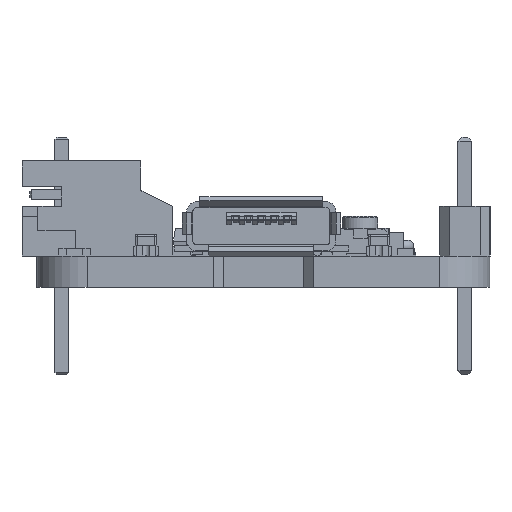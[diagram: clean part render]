
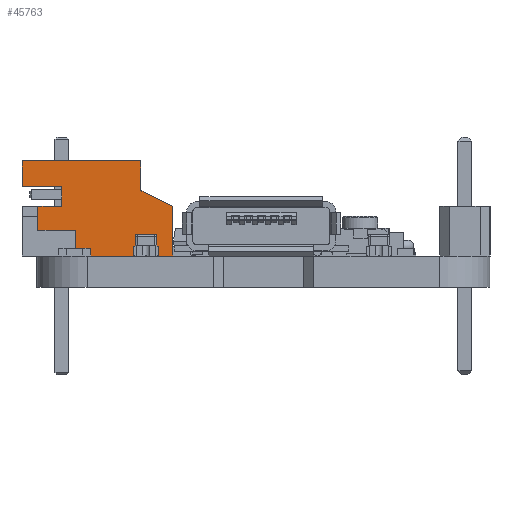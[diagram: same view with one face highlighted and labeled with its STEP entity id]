
A CAD part, left-side view. The second image highlights one B-rep face of the part: STEP entity #45763.
In plain terms, the highlighted planar face has unit normal (-1, 0, 0).
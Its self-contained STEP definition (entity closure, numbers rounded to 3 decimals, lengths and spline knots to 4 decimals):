
#1346=PLANE('',#48859);
#3619=FACE_OUTER_BOUND('',#6349,.T.);
#6349=EDGE_LOOP('',(#35192,#35193,#35194,#35195,#35196,#35197,#35198,#35199,
#35200,#35201,#35202,#35203));
#9739=LINE('',#67204,#15468);
#9760=LINE('',#67247,#15489);
#9841=LINE('',#67404,#15570);
#9843=LINE('',#67408,#15572);
#9845=LINE('',#67412,#15574);
#9846=LINE('',#67415,#15575);
#9849=LINE('',#67420,#15578);
#9850=LINE('',#67422,#15579);
#9852=LINE('',#67427,#15581);
#9854=LINE('',#67430,#15583);
#9883=LINE('',#67486,#15612);
#9885=LINE('',#67489,#15614);
#15468=VECTOR('',#54970,1.5);
#15489=VECTOR('',#54997,1.2);
#15570=VECTOR('',#55138,1.2);
#15572=VECTOR('',#55142,1.9);
#15574=VECTOR('',#55146,1.3);
#15575=VECTOR('',#55149,4.9);
#15578=VECTOR('',#55154,2.5);
#15579=VECTOR('',#55157,1.7889);
#15581=VECTOR('',#55161,2.);
#15583=VECTOR('',#55165,1.);
#15612=VECTOR('',#55216,1.3);
#15614=VECTOR('',#55220,6.);
#21457=VERTEX_POINT('',#67201);
#21458=VERTEX_POINT('',#67203);
#21476=VERTEX_POINT('',#67245);
#21477=VERTEX_POINT('',#67246);
#21523=VERTEX_POINT('',#67402);
#21524=VERTEX_POINT('',#67406);
#21525=VERTEX_POINT('',#67410);
#21526=VERTEX_POINT('',#67414);
#21527=VERTEX_POINT('',#67418);
#21528=VERTEX_POINT('',#67424);
#21529=VERTEX_POINT('',#67426);
#21545=VERTEX_POINT('',#67485);
#26360=EDGE_CURVE('',#21457,#21458,#9739,.F.);
#26381=EDGE_CURVE('',#21476,#21477,#9760,.F.);
#26462=EDGE_CURVE('',#21477,#21523,#9841,.F.);
#26464=EDGE_CURVE('',#21523,#21524,#9843,.T.);
#26466=EDGE_CURVE('',#21524,#21525,#9845,.F.);
#26467=EDGE_CURVE('',#21525,#21526,#9846,.T.);
#26470=EDGE_CURVE('',#21526,#21527,#9849,.T.);
#26471=EDGE_CURVE('',#21527,#21458,#9850,.T.);
#26473=EDGE_CURVE('',#21529,#21528,#9852,.T.);
#26475=EDGE_CURVE('',#21528,#21476,#9854,.F.);
#26504=EDGE_CURVE('',#21545,#21529,#9883,.F.);
#26506=EDGE_CURVE('',#21545,#21457,#9885,.F.);
#35192=ORIENTED_EDGE('',*,*,#26473,.T.);
#35193=ORIENTED_EDGE('',*,*,#26475,.T.);
#35194=ORIENTED_EDGE('',*,*,#26381,.T.);
#35195=ORIENTED_EDGE('',*,*,#26462,.T.);
#35196=ORIENTED_EDGE('',*,*,#26464,.T.);
#35197=ORIENTED_EDGE('',*,*,#26466,.T.);
#35198=ORIENTED_EDGE('',*,*,#26467,.T.);
#35199=ORIENTED_EDGE('',*,*,#26470,.T.);
#35200=ORIENTED_EDGE('',*,*,#26471,.T.);
#35201=ORIENTED_EDGE('',*,*,#26360,.F.);
#35202=ORIENTED_EDGE('',*,*,#26506,.F.);
#35203=ORIENTED_EDGE('',*,*,#26504,.T.);
#45763=ADVANCED_FACE('',(#3619),#1346,.T.);
#48859=AXIS2_PLACEMENT_3D('',#67488,#55218,#55219);
#54970=DIRECTION('',(0.,0.,1.));
#54997=DIRECTION('',(0.,-1.,0.));
#55138=DIRECTION('',(0.,0.,1.));
#55142=DIRECTION('',(0.,-1.,0.));
#55146=DIRECTION('',(0.,0.,1.));
#55149=DIRECTION('',(0.,-1.,0.));
#55154=DIRECTION('',(0.,0.,1.));
#55157=DIRECTION('',(0.,0.894,0.447));
#55161=DIRECTION('',(0.,-1.,0.));
#55165=DIRECTION('',(0.,0.,1.));
#55216=DIRECTION('',(0.,0.,1.));
#55218=DIRECTION('center_axis',(-1.,0.,0.));
#55219=DIRECTION('ref_axis',(0.,-1.,0.));
#55220=DIRECTION('',(0.,1.,0.));
#67201=CARTESIAN_POINT('',(-3.95,-1.7,4.8));
#67203=CARTESIAN_POINT('',(-3.95,-1.7,3.3));
#67204=CARTESIAN_POINT('',(-3.95,-1.7,3.3));
#67245=CARTESIAN_POINT('',(-3.95,2.3,2.5));
#67246=CARTESIAN_POINT('',(-3.95,3.5,2.5));
#67247=CARTESIAN_POINT('',(-3.95,3.5,2.5));
#67402=CARTESIAN_POINT('',(-3.95,3.5,1.3));
#67404=CARTESIAN_POINT('',(-3.95,3.5,1.3));
#67406=CARTESIAN_POINT('',(-3.95,1.6,1.3));
#67408=CARTESIAN_POINT('',(-3.95,3.5,1.3));
#67410=CARTESIAN_POINT('',(-3.95,1.6,0.));
#67412=CARTESIAN_POINT('',(-3.95,1.6,0.));
#67414=CARTESIAN_POINT('',(-3.95,-3.3,0.));
#67415=CARTESIAN_POINT('',(-3.95,1.6,0.));
#67418=CARTESIAN_POINT('',(-3.95,-3.3,2.5));
#67420=CARTESIAN_POINT('',(-3.95,-3.3,0.));
#67422=CARTESIAN_POINT('',(-3.95,-3.3,2.5));
#67424=CARTESIAN_POINT('',(-3.95,2.3,3.5));
#67426=CARTESIAN_POINT('',(-3.95,4.3,3.5));
#67427=CARTESIAN_POINT('',(-3.95,4.3,3.5));
#67430=CARTESIAN_POINT('',(-3.95,2.3,2.5));
#67485=CARTESIAN_POINT('',(-3.95,4.3,4.8));
#67486=CARTESIAN_POINT('',(-3.95,4.3,3.5));
#67488=CARTESIAN_POINT('Origin',(-3.95,1.3,2.4));
#67489=CARTESIAN_POINT('',(-3.95,-1.7,4.8));
